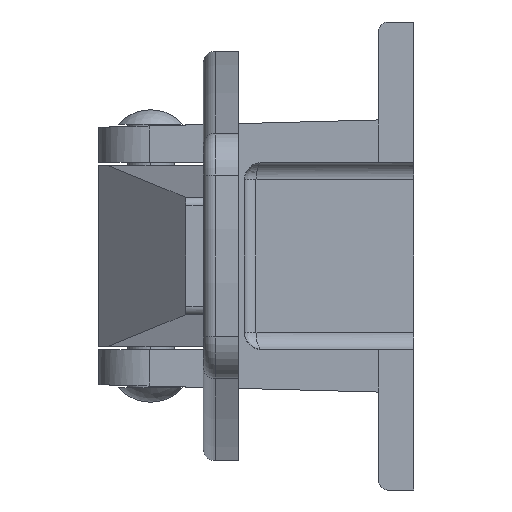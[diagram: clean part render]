
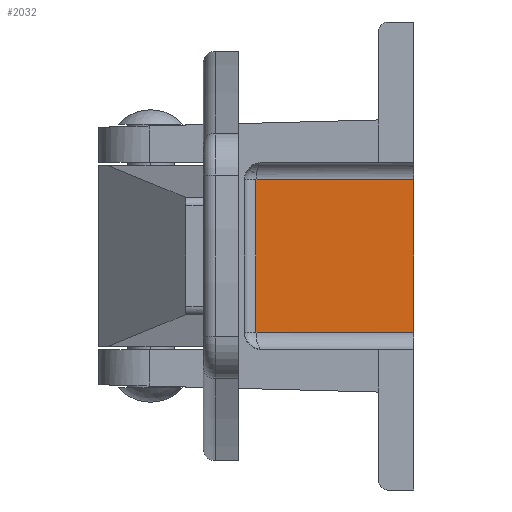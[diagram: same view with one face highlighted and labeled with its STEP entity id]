
A CAD part, left-side view. The second image highlights one B-rep face of the part: STEP entity #2032.
In plain terms, the highlighted planar face has unit normal (-1, 0, 0).
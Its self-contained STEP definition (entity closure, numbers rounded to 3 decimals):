
#1956 = AXIS2_PLACEMENT_3D ( 'NONE', #4649, #4650, #4651 ) ;
#2026 = EDGE_CURVE ( 'NONE', #2300, #2289, #4631, .T. ) ;
#2032 = ADVANCED_FACE ( 'NONE', ( #2941 ), #4648, .F. ) ;
#2174 = VECTOR ( 'NONE', #4149, 1000. ) ;
#2175 = VECTOR ( 'NONE', #4152, 1000. ) ;
#2176 = VECTOR ( 'NONE', #4155, 1000. ) ;
#2283 = VERTEX_POINT ( 'NONE', #3957 ) ;
#2284 = VERTEX_POINT ( 'NONE', #3958 ) ;
#2289 = VERTEX_POINT ( 'NONE', #3963 ) ;
#2300 = VERTEX_POINT ( 'NONE', #3974 ) ;
#2941 = FACE_OUTER_BOUND ( 'NONE', #3357, .T. ) ;
#2947 = VECTOR ( 'NONE', #4633, 1000. ) ;
#3276 = ORIENTED_EDGE ( 'NONE', *, *, #3773, .T. ) ;
#3277 = ORIENTED_EDGE ( 'NONE', *, *, #2026, .F. ) ;
#3278 = ORIENTED_EDGE ( 'NONE', *, *, #3772, .T. ) ;
#3279 = ORIENTED_EDGE ( 'NONE', *, *, #3774, .T. ) ;
#3357 = EDGE_LOOP ( 'NONE', ( #3277, #3278, #3276, #3279 ) ) ;
#3772 = EDGE_CURVE ( 'NONE', #2300, #2283, #4147, .T. ) ;
#3773 = EDGE_CURVE ( 'NONE', #2283, #2284, #4150, .T. ) ;
#3774 = EDGE_CURVE ( 'NONE', #2284, #2289, #4153, .T. ) ;
#3957 = CARTESIAN_POINT ( 'NONE',  ( -1.5, -18., 13. ) ) ;
#3958 = CARTESIAN_POINT ( 'NONE',  ( -1.5, -18., -13. ) ) ;
#3963 = CARTESIAN_POINT ( 'NONE',  ( -1.5, -45., -13. ) ) ;
#3974 = CARTESIAN_POINT ( 'NONE',  ( -1.5, -45., 13. ) ) ;
#4147 = LINE ( 'NONE', #4148, #2174 ) ;
#4148 = CARTESIAN_POINT ( 'NONE',  ( -1.5, -18., 13. ) ) ;
#4149 = DIRECTION ( 'NONE',  ( 0., 1., 0. ) ) ;
#4150 = LINE ( 'NONE', #4151, #2175 ) ;
#4151 = CARTESIAN_POINT ( 'NONE',  ( -1.5, -18., 16. ) ) ;
#4152 = DIRECTION ( 'NONE',  ( 0., 0., -1. ) ) ;
#4153 = LINE ( 'NONE', #4154, #2176 ) ;
#4154 = CARTESIAN_POINT ( 'NONE',  ( -1.5, -45., -13. ) ) ;
#4155 = DIRECTION ( 'NONE',  ( 0., -1., 0. ) ) ;
#4631 = LINE ( 'NONE', #4632, #2947 ) ;
#4632 = CARTESIAN_POINT ( 'NONE',  ( -1.5, -45., -16. ) ) ;
#4633 = DIRECTION ( 'NONE',  ( 0., 0., -1. ) ) ;
#4648 = PLANE ( 'NONE',  #1956 ) ;
#4649 = CARTESIAN_POINT ( 'NONE',  ( -1.5, -45., -16. ) ) ;
#4650 = DIRECTION ( 'NONE',  ( 1., 0., 0. ) ) ;
#4651 = DIRECTION ( 'NONE',  ( 0., 0., -1. ) ) ;
